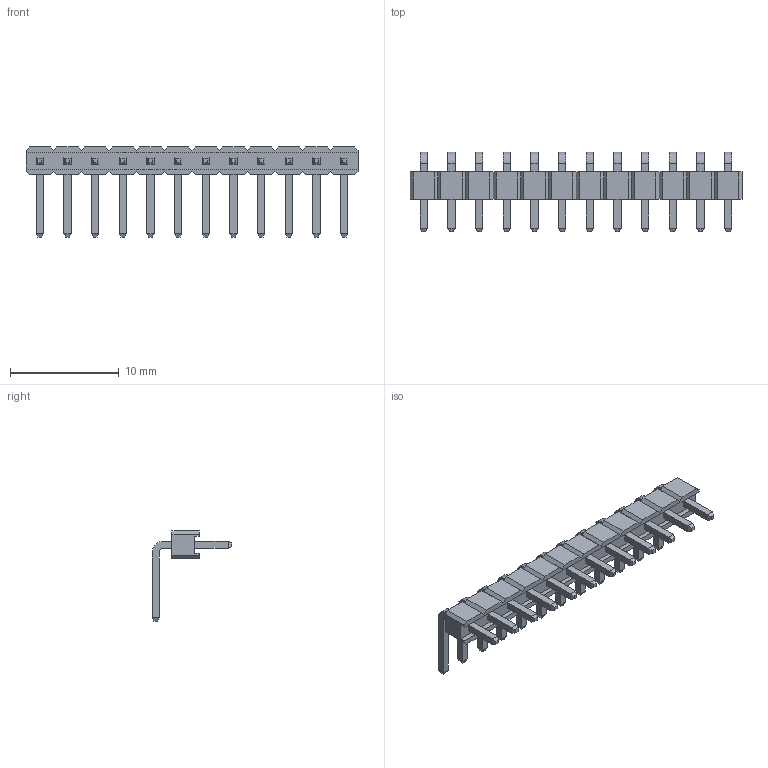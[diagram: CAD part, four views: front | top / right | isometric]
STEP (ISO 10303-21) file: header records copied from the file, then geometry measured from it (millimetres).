
FILE_DESCRIPTION (( 'STEP AP214' ), '1' );
FILE_NAME ('SW3dPS-0.1inch pin strip right angle.STEP', '2009-09-17T15:23:48', ( 'sysAdmin' ), ( 'SolidWorks' ), 'SwSTEP 2.0', 'SolidWorks 2009', '' );
FILE_SCHEMA (( 'AUTOMOTIVE_DESIGN' ));
Length unit declared in the file: millimetre
Products named in the file (1): SW3dPS-0.1inch pin strip right angle
Bounding box: 30.48 x 7.33 x 8.27 mm (x, y, z)
Volume: 225.1 mm3; surface area: 705.2 mm2
Topology: 1 solids, 1 shells, 344 faces, 858 edges, 540 vertices
Faces by surface type: plane 320, cylinder 24
Entity records: 10856 total; most frequent: CARTESIAN_POINT 1743, ORIENTED_EDGE 1716, DIRECTION 1596, EDGE_CURVE 858, LINE 810, VECTOR 810, VERTEX_POINT 540, AXIS2_PLACEMENT_3D 393
